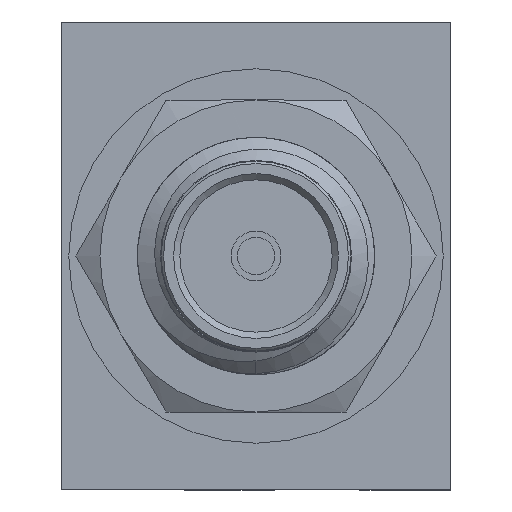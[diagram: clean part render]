
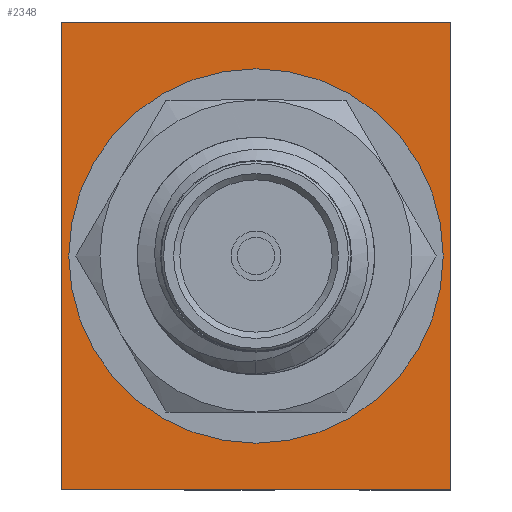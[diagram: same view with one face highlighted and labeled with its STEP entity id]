
A CAD part, left-side view. The second image highlights one B-rep face of the part: STEP entity #2348.
In plain terms, the highlighted planar face has unit normal (-1, 0, 0).
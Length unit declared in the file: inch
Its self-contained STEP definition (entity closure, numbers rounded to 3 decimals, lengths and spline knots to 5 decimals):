
#38 = DIRECTION ( 'NONE',  ( -1., 0., 0. ) ) ;
#91 = DIRECTION ( 'NONE',  ( 0., 1., 0. ) ) ;
#221 = AXIS2_PLACEMENT_3D ( 'NONE', #2145, #5001, #4055 ) ;
#225 = VERTEX_POINT ( 'NONE', #2514 ) ;
#243 = DIRECTION ( 'NONE',  ( 0., 0., 1. ) ) ;
#267 = EDGE_LOOP ( 'NONE', ( #2241, #3084, #5050, #2767 ) ) ;
#401 = VERTEX_POINT ( 'NONE', #6218 ) ;
#536 = AXIS2_PLACEMENT_3D ( 'NONE', #3944, #38, #1975 ) ;
#637 = DIRECTION ( 'NONE',  ( 0., -1., 0. ) ) ;
#706 = DIRECTION ( 'NONE',  ( 0., 0., -1. ) ) ;
#847 = CIRCLE ( 'NONE', #221, 0.096 ) ;
#1297 = VERTEX_POINT ( 'NONE', #4210 ) ;
#1443 = VERTEX_POINT ( 'NONE', #5682 ) ;
#1503 = FACE_OUTER_BOUND ( 'NONE', #267, .T. ) ;
#1559 = VECTOR ( 'NONE', #243, 39.37008 ) ;
#1653 = LINE ( 'NONE', #4067, #2763 ) ;
#1680 = EDGE_LOOP ( 'NONE', ( #4519 ) ) ;
#1710 = VERTEX_POINT ( 'NONE', #2297 ) ;
#1975 = DIRECTION ( 'NONE',  ( 0., 0., 1. ) ) ;
#2016 = EDGE_CURVE ( 'NONE', #1297, #1297, #847, .T. ) ;
#2059 = LINE ( 'NONE', #5421, #2868 ) ;
#2145 = CARTESIAN_POINT ( 'NONE',  ( 0.435, 0., 0. ) ) ;
#2241 = ORIENTED_EDGE ( 'NONE', *, *, #3588, .F. ) ;
#2297 = CARTESIAN_POINT ( 'NONE',  ( 0.435, 0.156, 0.1875 ) ) ;
#2348 = ADVANCED_FACE ( 'NONE', ( #1503, #2537 ), #3445, .T. ) ;
#2514 = CARTESIAN_POINT ( 'NONE',  ( 0.435, -0.156, 0.1875 ) ) ;
#2537 = FACE_BOUND ( 'NONE', #1680, .T. ) ;
#2763 = VECTOR ( 'NONE', #637, 39.37008 ) ;
#2767 = ORIENTED_EDGE ( 'NONE', *, *, #6193, .F. ) ;
#2868 = VECTOR ( 'NONE', #706, 39.37008 ) ;
#2975 = LINE ( 'NONE', #4436, #5770 ) ;
#3084 = ORIENTED_EDGE ( 'NONE', *, *, #4835, .F. ) ;
#3282 = LINE ( 'NONE', #5162, #1559 ) ;
#3445 = PLANE ( 'NONE',  #536 ) ;
#3588 = EDGE_CURVE ( 'NONE', #401, #1443, #2975, .T. ) ;
#3944 = CARTESIAN_POINT ( 'NONE',  ( 0.435, 0., 0. ) ) ;
#3966 = EDGE_CURVE ( 'NONE', #1710, #225, #1653, .T. ) ;
#4055 = DIRECTION ( 'NONE',  ( 0., 0., 1. ) ) ;
#4067 = CARTESIAN_POINT ( 'NONE',  ( 0.435, -0.156, 0.1875 ) ) ;
#4210 = CARTESIAN_POINT ( 'NONE',  ( 0.435, 0., 0.096 ) ) ;
#4436 = CARTESIAN_POINT ( 'NONE',  ( 0.435, -0.156, -0.1875 ) ) ;
#4519 = ORIENTED_EDGE ( 'NONE', *, *, #2016, .F. ) ;
#4835 = EDGE_CURVE ( 'NONE', #225, #401, #2059, .T. ) ;
#5001 = DIRECTION ( 'NONE',  ( -1., 0., 0. ) ) ;
#5050 = ORIENTED_EDGE ( 'NONE', *, *, #3966, .F. ) ;
#5162 = CARTESIAN_POINT ( 'NONE',  ( 0.435, 0.156, 0.1875 ) ) ;
#5421 = CARTESIAN_POINT ( 'NONE',  ( 0.435, -0.156, 0.1875 ) ) ;
#5682 = CARTESIAN_POINT ( 'NONE',  ( 0.435, 0.156, -0.1875 ) ) ;
#5770 = VECTOR ( 'NONE', #91, 39.37008 ) ;
#6193 = EDGE_CURVE ( 'NONE', #1443, #1710, #3282, .T. ) ;
#6218 = CARTESIAN_POINT ( 'NONE',  ( 0.435, -0.156, -0.1875 ) ) ;
